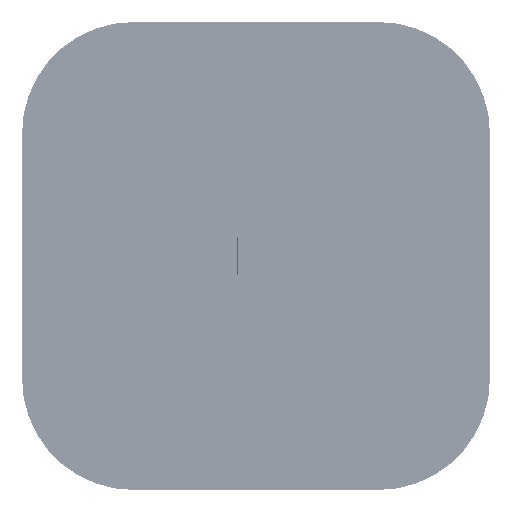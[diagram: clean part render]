
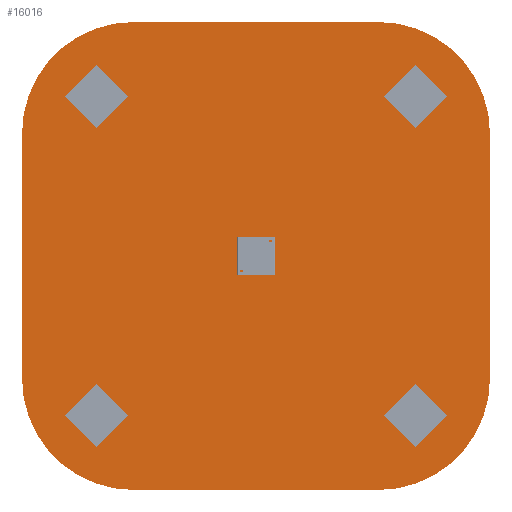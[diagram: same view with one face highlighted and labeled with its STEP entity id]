
A CAD part, front view. The second image highlights one B-rep face of the part: STEP entity #16016.
In plain terms, the highlighted planar face has unit normal (0, -1, 0).
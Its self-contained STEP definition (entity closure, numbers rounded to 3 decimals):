
#503 = EDGE_LOOP ( 'NONE', ( #26611, #15694 ) ) ;
#674 = CARTESIAN_POINT ( 'NONE',  ( -1650., 0., 3150. ) ) ;
#1159 = DIRECTION ( 'NONE',  ( 0., 1., 0. ) ) ;
#1239 = CARTESIAN_POINT ( 'NONE',  ( -1650., 0., 3150. ) ) ;
#1245 = CARTESIAN_POINT ( 'NONE',  ( -3150., 0., 1650. ) ) ;
#1442 = CARTESIAN_POINT ( 'NONE',  ( 3150., 0., 1650. ) ) ;
#1575 = AXIS2_PLACEMENT_3D ( 'NONE', #21394, #8843, #23503 ) ;
#1903 = PLANE ( 'NONE',  #14198 ) ;
#3289 = EDGE_CURVE ( 'NONE', #17373, #18501, #25617, .T. ) ;
#3691 = VERTEX_POINT ( 'NONE', #13397 ) ;
#5378 = VECTOR ( 'NONE', #26364, 1000. ) ;
#5619 = EDGE_CURVE ( 'NONE', #9999, #5730, #14378, .T. ) ;
#5730 = VERTEX_POINT ( 'NONE', #23581 ) ;
#6122 = CARTESIAN_POINT ( 'NONE',  ( -1650., 0., -3150. ) ) ;
#6131 = DIRECTION ( 'NONE',  ( 0., 0., -1. ) ) ;
#6157 = CARTESIAN_POINT ( 'NONE',  ( -3150., 0., 1650. ) ) ;
#7541 = VECTOR ( 'NONE', #27106, 1000. ) ;
#8295 = CARTESIAN_POINT ( 'NONE',  ( -1650., 0., -3150. ) ) ;
#8374 = CARTESIAN_POINT ( 'NONE',  ( 1650., 0., -1650. ) ) ;
#8494 = CARTESIAN_POINT ( 'NONE',  ( 1650., 0., -3150. ) ) ;
#8503 = ORIENTED_EDGE ( 'NONE', *, *, #25550, .F. ) ;
#8616 = CARTESIAN_POINT ( 'NONE',  ( -1650., 0., 1650. ) ) ;
#8843 = DIRECTION ( 'NONE',  ( 0., 1., 0. ) ) ;
#8991 = VECTOR ( 'NONE', #20322, 1000. ) ;
#9512 = CARTESIAN_POINT ( 'NONE',  ( 0., 0., 38. ) ) ;
#9924 = DIRECTION ( 'NONE',  ( 0., 1., 0. ) ) ;
#9931 = EDGE_LOOP ( 'NONE', ( #11119, #10738, #11134, #12119, #17081, #19414, #8503, #24381 ) ) ;
#9999 = VERTEX_POINT ( 'NONE', #8295 ) ;
#10178 = CIRCLE ( 'NONE', #19366, 1500. ) ;
#10318 = CARTESIAN_POINT ( 'NONE',  ( 1650., 0., 3150. ) ) ;
#10466 = DIRECTION ( 'NONE',  ( 0., 0., -1. ) ) ;
#10559 = EDGE_CURVE ( 'NONE', #16130, #9999, #13064, .T. ) ;
#10734 = DIRECTION ( 'NONE',  ( 0., 0., -1. ) ) ;
#10738 = ORIENTED_EDGE ( 'NONE', *, *, #21935, .F. ) ;
#11119 = ORIENTED_EDGE ( 'NONE', *, *, #24043, .F. ) ;
#11134 = ORIENTED_EDGE ( 'NONE', *, *, #5619, .F. ) ;
#11304 = EDGE_CURVE ( 'NONE', #3691, #16130, #17971, .T. ) ;
#11307 = CARTESIAN_POINT ( 'NONE',  ( 1650., 0., 1650. ) ) ;
#12119 = ORIENTED_EDGE ( 'NONE', *, *, #10559, .F. ) ;
#12856 = EDGE_CURVE ( 'NONE', #14870, #16429, #22851, .T. ) ;
#12946 = FACE_OUTER_BOUND ( 'NONE', #9931, .T. ) ;
#12948 = VERTEX_POINT ( 'NONE', #22320 ) ;
#13064 = LINE ( 'NONE', #6122, #7541 ) ;
#13369 = DIRECTION ( 'NONE',  ( 0., 0., 1. ) ) ;
#13397 = CARTESIAN_POINT ( 'NONE',  ( 3150., 0., -1650. ) ) ;
#13610 = FACE_BOUND ( 'NONE', #503, .T. ) ;
#13620 = AXIS2_PLACEMENT_3D ( 'NONE', #8374, #23021, #10466 ) ;
#13705 = CARTESIAN_POINT ( 'NONE',  ( 0., 0., 0. ) ) ;
#14198 = AXIS2_PLACEMENT_3D ( 'NONE', #16551, #18642, #6131 ) ;
#14378 = CIRCLE ( 'NONE', #1575, 1500. ) ;
#14453 = VECTOR ( 'NONE', #15894, 1000. ) ;
#14538 = LINE ( 'NONE', #1442, #8991 ) ;
#14870 = VERTEX_POINT ( 'NONE', #18638 ) ;
#15672 = AXIS2_PLACEMENT_3D ( 'NONE', #22465, #9924, #24575 ) ;
#15694 = ORIENTED_EDGE ( 'NONE', *, *, #23764, .T. ) ;
#15811 = DIRECTION ( 'NONE',  ( 0., 0., 1. ) ) ;
#15860 = LINE ( 'NONE', #1245, #5378 ) ;
#15894 = DIRECTION ( 'NONE',  ( 1., 0., 0. ) ) ;
#16016 = ADVANCED_FACE ( 'NONE', ( #12946, #13610 ), #1903, .T. ) ;
#16130 = VERTEX_POINT ( 'NONE', #8494 ) ;
#16429 = VERTEX_POINT ( 'NONE', #9512 ) ;
#16551 = CARTESIAN_POINT ( 'NONE',  ( -1650., 0., 1650. ) ) ;
#17081 = ORIENTED_EDGE ( 'NONE', *, *, #11304, .F. ) ;
#17373 = VERTEX_POINT ( 'NONE', #674 ) ;
#17971 = CIRCLE ( 'NONE', #13620, 1500. ) ;
#18501 = VERTEX_POINT ( 'NONE', #10318 ) ;
#18638 = CARTESIAN_POINT ( 'NONE',  ( 0., 0., -38. ) ) ;
#18642 = DIRECTION ( 'NONE',  ( 0., -1., 0. ) ) ;
#19366 = AXIS2_PLACEMENT_3D ( 'NONE', #8616, #23260, #10734 ) ;
#19414 = ORIENTED_EDGE ( 'NONE', *, *, #22032, .F. ) ;
#19951 = AXIS2_PLACEMENT_3D ( 'NONE', #13705, #1159, #15811 ) ;
#19955 = CIRCLE ( 'NONE', #24195, 1500. ) ;
#20322 = DIRECTION ( 'NONE',  ( 0., 0., -1. ) ) ;
#21394 = CARTESIAN_POINT ( 'NONE',  ( -1650., 0., -1650. ) ) ;
#21935 = EDGE_CURVE ( 'NONE', #5730, #26326, #15860, .T. ) ;
#22032 = EDGE_CURVE ( 'NONE', #12948, #3691, #14538, .T. ) ;
#22320 = CARTESIAN_POINT ( 'NONE',  ( 3150., 0., 1650. ) ) ;
#22465 = CARTESIAN_POINT ( 'NONE',  ( 0., 0., 0. ) ) ;
#22851 = CIRCLE ( 'NONE', #19951, 38. ) ;
#23021 = DIRECTION ( 'NONE',  ( 0., 1., 0. ) ) ;
#23260 = DIRECTION ( 'NONE',  ( 0., 1., 0. ) ) ;
#23503 = DIRECTION ( 'NONE',  ( 0., 0., -1. ) ) ;
#23581 = CARTESIAN_POINT ( 'NONE',  ( -3150., 0., -1650. ) ) ;
#23764 = EDGE_CURVE ( 'NONE', #16429, #14870, #24617, .T. ) ;
#24043 = EDGE_CURVE ( 'NONE', #26326, #17373, #10178, .T. ) ;
#24195 = AXIS2_PLACEMENT_3D ( 'NONE', #11307, #25953, #13369 ) ;
#24381 = ORIENTED_EDGE ( 'NONE', *, *, #3289, .F. ) ;
#24575 = DIRECTION ( 'NONE',  ( 0., 0., 1. ) ) ;
#24617 = CIRCLE ( 'NONE', #15672, 38. ) ;
#25550 = EDGE_CURVE ( 'NONE', #18501, #12948, #19955, .T. ) ;
#25617 = LINE ( 'NONE', #1239, #14453 ) ;
#25953 = DIRECTION ( 'NONE',  ( 0., 1., 0. ) ) ;
#26326 = VERTEX_POINT ( 'NONE', #6157 ) ;
#26364 = DIRECTION ( 'NONE',  ( 0., 0., 1. ) ) ;
#26611 = ORIENTED_EDGE ( 'NONE', *, *, #12856, .T. ) ;
#27106 = DIRECTION ( 'NONE',  ( -1., 0., 0. ) ) ;
